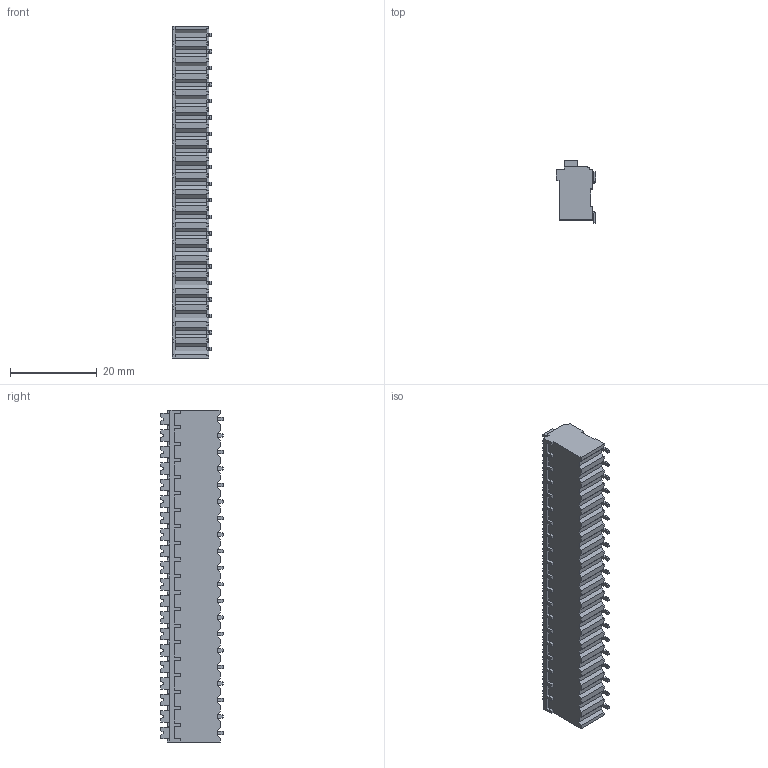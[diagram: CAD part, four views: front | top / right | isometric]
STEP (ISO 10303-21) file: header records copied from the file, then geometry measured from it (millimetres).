
FILE_DESCRIPTION((''),'2;1');
FILE_NAME('TLM-004RS-3_81-XXP-X','2024-09-29T',('sj'),(''),'PRO/ENGINEER BY PARAMETRIC TECHNOLOGY CORPORATION, 2015240','PRO/ENGINEER BY PARAMETRIC TECHNOLOGY CORPORATION, 2015240','');
FILE_SCHEMA(('CONFIG_CONTROL_DESIGN','SHAPE_APPEARANCE_LAYERS_GROUPS'));
Length unit declared in the file: millimetre
Products named in the file (1): TLM-004RS-3_81-XXP-X
Bounding box: 9 x 14.38 x 76.59 mm (x, y, z)
Volume: 6586.3 mm3; surface area: 5349.5 mm2
Topology: 1 solids, 1 shells, 1536 faces, 4422 edges, 2948 vertices
Faces by surface type: plane 1275, cylinder 261
Entity records: 50198 total; most frequent: CARTESIAN_POINT 9426, ORIENTED_EDGE 8844, DIRECTION 7976, EDGE_CURVE 4422, VECTOR 3700, LINE 3700, VERTEX_POINT 2948, AXIS2_PLACEMENT_3D 2138
